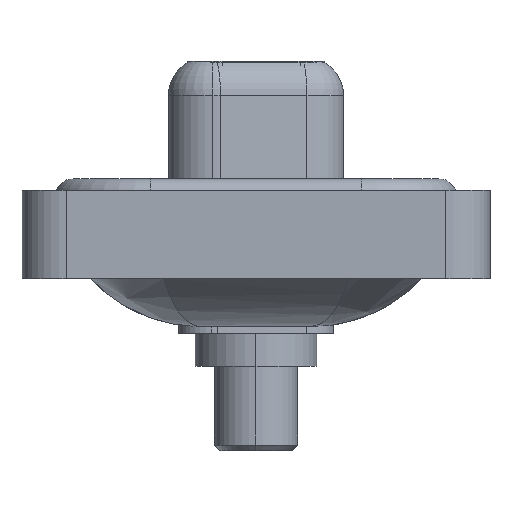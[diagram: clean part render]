
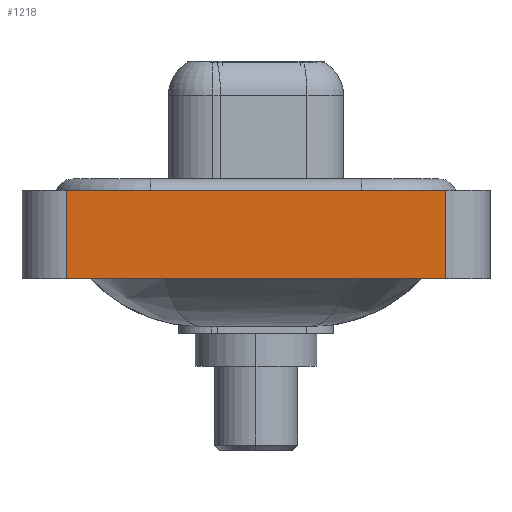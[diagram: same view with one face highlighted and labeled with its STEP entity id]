
A CAD part, left-side view. The second image highlights one B-rep face of the part: STEP entity #1218.
In plain terms, the highlighted planar face has unit normal (-1, 0, 0).
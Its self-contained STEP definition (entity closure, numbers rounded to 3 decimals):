
#85 = LINE ( 'NONE', #3901, #10435 ) ;
#429 = FACE_OUTER_BOUND ( 'NONE', #11052, .T. ) ;
#613 = VECTOR ( 'NONE', #4480, 1000. ) ;
#1218 = ADVANCED_FACE ( 'NONE', ( #429 ), #6783, .T. ) ;
#1318 = ORIENTED_EDGE ( 'NONE', *, *, #8699, .F. ) ;
#1357 = VERTEX_POINT ( 'NONE', #9524 ) ;
#1361 = CARTESIAN_POINT ( 'NONE',  ( -7.3, 8.55, -3.6 ) ) ;
#2912 = CARTESIAN_POINT ( 'NONE',  ( -7.3, 8.55, -3.6 ) ) ;
#3498 = LINE ( 'NONE', #6020, #613 ) ;
#3560 = ORIENTED_EDGE ( 'NONE', *, *, #12047, .T. ) ;
#3823 = CARTESIAN_POINT ( 'NONE',  ( -7.3, -8.55, 0.4 ) ) ;
#3901 = CARTESIAN_POINT ( 'NONE',  ( -7.3, -8.55, -3.6 ) ) ;
#4480 = DIRECTION ( 'NONE',  ( 0., 0., 1. ) ) ;
#5319 = EDGE_CURVE ( 'NONE', #9072, #11893, #12776, .T. ) ;
#6020 = CARTESIAN_POINT ( 'NONE',  ( -7.3, -8.55, -3.6 ) ) ;
#6783 = PLANE ( 'NONE',  #11562 ) ;
#6816 = VECTOR ( 'NONE', #11378, 1000. ) ;
#7654 = DIRECTION ( 'NONE',  ( 0., -1., 0. ) ) ;
#7804 = DIRECTION ( 'NONE',  ( 0., -1., 0. ) ) ;
#8630 = VECTOR ( 'NONE', #7804, 1000. ) ;
#8699 = EDGE_CURVE ( 'NONE', #11893, #10637, #11814, .T. ) ;
#9072 = VERTEX_POINT ( 'NONE', #2912 ) ;
#9300 = DIRECTION ( 'NONE',  ( -1., 0., 0. ) ) ;
#9524 = CARTESIAN_POINT ( 'NONE',  ( -7.3, -8.55, -3.6 ) ) ;
#10435 = VECTOR ( 'NONE', #7654, 1000. ) ;
#10552 = EDGE_CURVE ( 'NONE', #1357, #10637, #3498, .T. ) ;
#10637 = VERTEX_POINT ( 'NONE', #3823 ) ;
#11052 = EDGE_LOOP ( 'NONE', ( #14714, #1318, #15430, #3560 ) ) ;
#11378 = DIRECTION ( 'NONE',  ( 0., 0., 1. ) ) ;
#11562 = AXIS2_PLACEMENT_3D ( 'NONE', #15330, #9300, #11763 ) ;
#11763 = DIRECTION ( 'NONE',  ( 0., 0., 1. ) ) ;
#11814 = LINE ( 'NONE', #14137, #8630 ) ;
#11893 = VERTEX_POINT ( 'NONE', #11925 ) ;
#11925 = CARTESIAN_POINT ( 'NONE',  ( -7.3, 8.55, 0.4 ) ) ;
#12047 = EDGE_CURVE ( 'NONE', #9072, #1357, #85, .T. ) ;
#12776 = LINE ( 'NONE', #1361, #6816 ) ;
#14137 = CARTESIAN_POINT ( 'NONE',  ( -7.3, -8.55, 0.4 ) ) ;
#14714 = ORIENTED_EDGE ( 'NONE', *, *, #10552, .T. ) ;
#15330 = CARTESIAN_POINT ( 'NONE',  ( -7.3, -8.55, -3.6 ) ) ;
#15430 = ORIENTED_EDGE ( 'NONE', *, *, #5319, .F. ) ;
